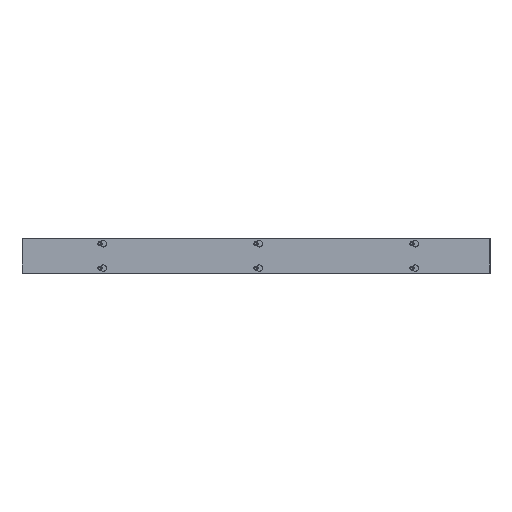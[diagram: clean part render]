
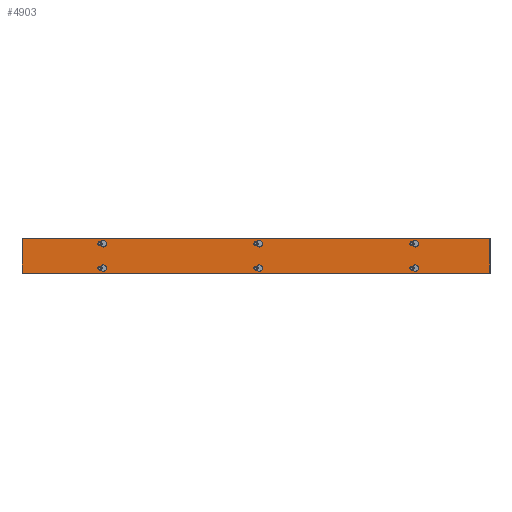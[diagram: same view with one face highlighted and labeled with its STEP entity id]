
A CAD part, top view. The second image highlights one B-rep face of the part: STEP entity #4903.
In plain terms, the highlighted planar face has unit normal (0, 0, 1).
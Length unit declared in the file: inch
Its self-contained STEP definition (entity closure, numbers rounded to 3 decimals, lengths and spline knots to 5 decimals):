
#347=LINE('',#8228,#611);
#352=LINE('',#8241,#616);
#355=LINE('',#8252,#619);
#360=LINE('',#8265,#624);
#363=LINE('',#8276,#627);
#367=LINE('',#8288,#631);
#371=LINE('',#8300,#635);
#375=LINE('',#8312,#639);
#379=LINE('',#8324,#643);
#384=LINE('',#8337,#648);
#387=LINE('',#8348,#651);
#391=LINE('',#8360,#655);
#393=LINE('',#8368,#657);
#397=LINE('',#8376,#661);
#400=LINE('',#8382,#664);
#403=LINE('',#8387,#667);
#611=VECTOR('',#6529,0.21651);
#616=VECTOR('',#6542,0.21651);
#619=VECTOR('',#6553,0.21651);
#624=VECTOR('',#6566,0.21651);
#627=VECTOR('',#6577,0.21651);
#631=VECTOR('',#6589,0.21651);
#635=VECTOR('',#6601,0.21651);
#639=VECTOR('',#6613,0.21651);
#643=VECTOR('',#6625,0.21651);
#648=VECTOR('',#6638,0.21651);
#651=VECTOR('',#6649,0.21651);
#655=VECTOR('',#6661,0.21651);
#657=VECTOR('',#6671,2.625);
#661=VECTOR('',#6677,36.);
#664=VECTOR('',#6682,2.625);
#667=VECTOR('',#6687,36.);
#840=PLANE('',#5431);
#1066=FACE_BOUND('',#1814,.T.);
#1067=FACE_BOUND('',#1815,.T.);
#1068=FACE_BOUND('',#1816,.T.);
#1069=FACE_BOUND('',#1817,.T.);
#1070=FACE_BOUND('',#1818,.T.);
#1071=FACE_BOUND('',#1819,.T.);
#1344=FACE_OUTER_BOUND('',#1813,.T.);
#1813=EDGE_LOOP('',(#4102,#4103,#4104,#4105));
#1814=EDGE_LOOP('',(#4106,#4107,#4108,#4109));
#1815=EDGE_LOOP('',(#4110,#4111,#4112,#4113));
#1816=EDGE_LOOP('',(#4114,#4115,#4116,#4117));
#1817=EDGE_LOOP('',(#4118,#4119,#4120,#4121));
#1818=EDGE_LOOP('',(#4122,#4123,#4124,#4125));
#1819=EDGE_LOOP('',(#4126,#4127,#4128,#4129));
#2129=CIRCLE('',#5381,0.25);
#2131=CIRCLE('',#5385,0.125);
#2133=CIRCLE('',#5389,0.25);
#2135=CIRCLE('',#5393,0.125);
#2137=CIRCLE('',#5397,0.25);
#2139=CIRCLE('',#5401,0.125);
#2141=CIRCLE('',#5405,0.25);
#2143=CIRCLE('',#5409,0.125);
#2145=CIRCLE('',#5413,0.25);
#2147=CIRCLE('',#5417,0.125);
#2149=CIRCLE('',#5421,0.25);
#2151=CIRCLE('',#5425,0.125);
#2492=VERTEX_POINT('',#8225);
#2493=VERTEX_POINT('',#8227);
#2495=VERTEX_POINT('',#8233);
#2497=VERTEX_POINT('',#8239);
#2500=VERTEX_POINT('',#8249);
#2501=VERTEX_POINT('',#8251);
#2503=VERTEX_POINT('',#8257);
#2505=VERTEX_POINT('',#8263);
#2508=VERTEX_POINT('',#8273);
#2509=VERTEX_POINT('',#8275);
#2511=VERTEX_POINT('',#8281);
#2513=VERTEX_POINT('',#8287);
#2516=VERTEX_POINT('',#8297);
#2517=VERTEX_POINT('',#8299);
#2519=VERTEX_POINT('',#8305);
#2521=VERTEX_POINT('',#8311);
#2524=VERTEX_POINT('',#8321);
#2525=VERTEX_POINT('',#8323);
#2527=VERTEX_POINT('',#8329);
#2529=VERTEX_POINT('',#8335);
#2532=VERTEX_POINT('',#8345);
#2533=VERTEX_POINT('',#8347);
#2535=VERTEX_POINT('',#8353);
#2537=VERTEX_POINT('',#8359);
#2538=VERTEX_POINT('',#8366);
#2539=VERTEX_POINT('',#8367);
#2542=VERTEX_POINT('',#8375);
#2544=VERTEX_POINT('',#8381);
#3012=EDGE_CURVE('',#2493,#2492,#347,.T.);
#3016=EDGE_CURVE('',#2492,#2495,#2129,.T.);
#3019=EDGE_CURVE('',#2495,#2497,#352,.T.);
#3021=EDGE_CURVE('',#2497,#2493,#2131,.T.);
#3024=EDGE_CURVE('',#2501,#2500,#355,.T.);
#3028=EDGE_CURVE('',#2500,#2503,#2133,.T.);
#3031=EDGE_CURVE('',#2503,#2505,#360,.T.);
#3033=EDGE_CURVE('',#2505,#2501,#2135,.T.);
#3036=EDGE_CURVE('',#2509,#2508,#363,.T.);
#3039=EDGE_CURVE('',#2511,#2509,#2137,.T.);
#3042=EDGE_CURVE('',#2513,#2511,#367,.T.);
#3045=EDGE_CURVE('',#2508,#2513,#2139,.T.);
#3048=EDGE_CURVE('',#2517,#2516,#371,.T.);
#3051=EDGE_CURVE('',#2519,#2517,#2141,.T.);
#3054=EDGE_CURVE('',#2521,#2519,#375,.T.);
#3057=EDGE_CURVE('',#2516,#2521,#2143,.T.);
#3060=EDGE_CURVE('',#2525,#2524,#379,.T.);
#3064=EDGE_CURVE('',#2524,#2527,#2145,.T.);
#3067=EDGE_CURVE('',#2527,#2529,#384,.T.);
#3069=EDGE_CURVE('',#2529,#2525,#2147,.T.);
#3072=EDGE_CURVE('',#2533,#2532,#387,.T.);
#3075=EDGE_CURVE('',#2535,#2533,#2149,.T.);
#3078=EDGE_CURVE('',#2537,#2535,#391,.T.);
#3081=EDGE_CURVE('',#2532,#2537,#2151,.T.);
#3082=EDGE_CURVE('',#2538,#2539,#393,.T.);
#3086=EDGE_CURVE('',#2539,#2542,#397,.T.);
#3089=EDGE_CURVE('',#2542,#2544,#400,.T.);
#3092=EDGE_CURVE('',#2544,#2538,#403,.T.);
#4102=ORIENTED_EDGE('',*,*,#3082,.F.);
#4103=ORIENTED_EDGE('',*,*,#3092,.F.);
#4104=ORIENTED_EDGE('',*,*,#3089,.F.);
#4105=ORIENTED_EDGE('',*,*,#3086,.F.);
#4106=ORIENTED_EDGE('',*,*,#3012,.T.);
#4107=ORIENTED_EDGE('',*,*,#3016,.T.);
#4108=ORIENTED_EDGE('',*,*,#3019,.T.);
#4109=ORIENTED_EDGE('',*,*,#3021,.T.);
#4110=ORIENTED_EDGE('',*,*,#3024,.T.);
#4111=ORIENTED_EDGE('',*,*,#3028,.T.);
#4112=ORIENTED_EDGE('',*,*,#3031,.T.);
#4113=ORIENTED_EDGE('',*,*,#3033,.T.);
#4114=ORIENTED_EDGE('',*,*,#3036,.T.);
#4115=ORIENTED_EDGE('',*,*,#3045,.T.);
#4116=ORIENTED_EDGE('',*,*,#3042,.T.);
#4117=ORIENTED_EDGE('',*,*,#3039,.T.);
#4118=ORIENTED_EDGE('',*,*,#3048,.T.);
#4119=ORIENTED_EDGE('',*,*,#3057,.T.);
#4120=ORIENTED_EDGE('',*,*,#3054,.T.);
#4121=ORIENTED_EDGE('',*,*,#3051,.T.);
#4122=ORIENTED_EDGE('',*,*,#3060,.T.);
#4123=ORIENTED_EDGE('',*,*,#3064,.T.);
#4124=ORIENTED_EDGE('',*,*,#3067,.T.);
#4125=ORIENTED_EDGE('',*,*,#3069,.T.);
#4126=ORIENTED_EDGE('',*,*,#3072,.T.);
#4127=ORIENTED_EDGE('',*,*,#3081,.T.);
#4128=ORIENTED_EDGE('',*,*,#3078,.T.);
#4129=ORIENTED_EDGE('',*,*,#3075,.T.);
#4903=ADVANCED_FACE('',(#1344,#1066,#1067,#1068,#1069,#1070,#1071),#840,
 .T.);
#5381=AXIS2_PLACEMENT_3D('',#8235,#6536,#6537);
#5385=AXIS2_PLACEMENT_3D('',#8244,#6547,#6548);
#5389=AXIS2_PLACEMENT_3D('',#8259,#6560,#6561);
#5393=AXIS2_PLACEMENT_3D('',#8268,#6571,#6572);
#5397=AXIS2_PLACEMENT_3D('',#8282,#6583,#6584);
#5401=AXIS2_PLACEMENT_3D('',#8292,#6595,#6596);
#5405=AXIS2_PLACEMENT_3D('',#8306,#6607,#6608);
#5409=AXIS2_PLACEMENT_3D('',#8316,#6619,#6620);
#5413=AXIS2_PLACEMENT_3D('',#8331,#6632,#6633);
#5417=AXIS2_PLACEMENT_3D('',#8340,#6643,#6644);
#5421=AXIS2_PLACEMENT_3D('',#8354,#6655,#6656);
#5425=AXIS2_PLACEMENT_3D('',#8364,#6667,#6668);
#5431=AXIS2_PLACEMENT_3D('',#8390,#6691,#6692);
#6529=DIRECTION('',(-0.866,-0.5,0.));
#6536=DIRECTION('center_axis',(0.,0.,-1.));
#6537=DIRECTION('ref_axis',(0.5,-0.866,0.));
#6542=DIRECTION('',(0.866,-0.5,0.));
#6547=DIRECTION('center_axis',(0.,0.,-1.));
#6548=DIRECTION('ref_axis',(0.5,0.866,0.));
#6553=DIRECTION('',(-0.866,-0.5,0.));
#6560=DIRECTION('center_axis',(0.,0.,-1.));
#6561=DIRECTION('ref_axis',(0.5,-0.866,0.));
#6566=DIRECTION('',(0.866,-0.5,0.));
#6571=DIRECTION('center_axis',(0.,0.,-1.));
#6572=DIRECTION('ref_axis',(0.5,0.866,0.));
#6577=DIRECTION('',(0.866,-0.5,0.));
#6583=DIRECTION('center_axis',(0.,0.,-1.));
#6584=DIRECTION('ref_axis',(0.5,0.866,0.));
#6589=DIRECTION('',(-0.866,-0.5,0.));
#6595=DIRECTION('center_axis',(0.,0.,-1.));
#6596=DIRECTION('ref_axis',(0.5,-0.866,0.));
#6601=DIRECTION('',(0.866,-0.5,0.));
#6607=DIRECTION('center_axis',(0.,0.,-1.));
#6608=DIRECTION('ref_axis',(0.5,0.866,0.));
#6613=DIRECTION('',(-0.866,-0.5,0.));
#6619=DIRECTION('center_axis',(0.,0.,-1.));
#6620=DIRECTION('ref_axis',(0.5,-0.866,0.));
#6625=DIRECTION('',(-0.866,-0.5,0.));
#6632=DIRECTION('center_axis',(0.,0.,-1.));
#6633=DIRECTION('ref_axis',(0.5,-0.866,0.));
#6638=DIRECTION('',(0.866,-0.5,0.));
#6643=DIRECTION('center_axis',(0.,0.,-1.));
#6644=DIRECTION('ref_axis',(0.5,0.866,0.));
#6649=DIRECTION('',(0.866,-0.5,0.));
#6655=DIRECTION('center_axis',(0.,0.,-1.));
#6656=DIRECTION('ref_axis',(0.5,0.866,0.));
#6661=DIRECTION('',(-0.866,-0.5,0.));
#6667=DIRECTION('center_axis',(0.,0.,-1.));
#6668=DIRECTION('ref_axis',(0.5,-0.866,0.));
#6671=DIRECTION('',(0.,1.,0.));
#6677=DIRECTION('',(1.,0.,0.));
#6682=DIRECTION('',(0.,-1.,0.));
#6687=DIRECTION('',(-1.,0.,0.));
#6691=DIRECTION('center_axis',(0.,0.,1.));
#6692=DIRECTION('ref_axis',(1.,0.,0.));
#8225=CARTESIAN_POINT('',(29.875,2.03549,0.0625));
#8227=CARTESIAN_POINT('',(30.0625,2.14375,0.0625));
#8228=CARTESIAN_POINT('',(25.35909,-0.57177,0.0625));
#8233=CARTESIAN_POINT('',(29.875,2.46851,0.0625));
#8235=CARTESIAN_POINT('Origin',(29.75,2.252,0.0625));
#8239=CARTESIAN_POINT('',(30.0625,2.36025,0.0625));
#8241=CARTESIAN_POINT('',(25.67216,4.89502,0.0625));
#8244=CARTESIAN_POINT('Origin',(30.,2.252,0.0625));
#8249=CARTESIAN_POINT('',(17.875,2.03549,0.0625));
#8251=CARTESIAN_POINT('',(18.0625,2.14375,0.0625));
#8252=CARTESIAN_POINT('',(17.85909,2.02631,0.0625));
#8257=CARTESIAN_POINT('',(17.875,2.46851,0.0625));
#8259=CARTESIAN_POINT('Origin',(17.75,2.252,0.0625));
#8263=CARTESIAN_POINT('',(18.0625,2.36025,0.0625));
#8265=CARTESIAN_POINT('',(18.17216,2.29694,0.0625));
#8268=CARTESIAN_POINT('Origin',(18.,2.252,0.0625));
#8273=CARTESIAN_POINT('',(30.0625,0.48125,0.0625));
#8275=CARTESIAN_POINT('',(29.875,0.58951,0.0625));
#8276=CARTESIAN_POINT('',(25.35909,3.19677,0.0625));
#8281=CARTESIAN_POINT('',(29.875,0.15649,0.0625));
#8282=CARTESIAN_POINT('Origin',(29.75,0.373,0.0625));
#8287=CARTESIAN_POINT('',(30.0625,0.26475,0.0625));
#8288=CARTESIAN_POINT('',(25.67216,-2.27002,0.0625));
#8292=CARTESIAN_POINT('Origin',(30.,0.373,0.0625));
#8297=CARTESIAN_POINT('',(18.0625,0.48125,0.0625));
#8299=CARTESIAN_POINT('',(17.875,0.58951,0.0625));
#8300=CARTESIAN_POINT('',(17.85909,0.59869,0.0625));
#8305=CARTESIAN_POINT('',(17.875,0.15649,0.0625));
#8306=CARTESIAN_POINT('Origin',(17.75,0.373,0.0625));
#8311=CARTESIAN_POINT('',(18.0625,0.26475,0.0625));
#8312=CARTESIAN_POINT('',(18.17216,0.32806,0.0625));
#8316=CARTESIAN_POINT('Origin',(18.,0.373,0.0625));
#8321=CARTESIAN_POINT('',(5.875,2.03549,0.0625));
#8323=CARTESIAN_POINT('',(6.0625,2.14375,0.0625));
#8324=CARTESIAN_POINT('',(10.35909,4.62439,0.0625));
#8329=CARTESIAN_POINT('',(5.875,2.46851,0.0625));
#8331=CARTESIAN_POINT('Origin',(5.75,2.252,0.0625));
#8335=CARTESIAN_POINT('',(6.0625,2.36025,0.0625));
#8337=CARTESIAN_POINT('',(10.67216,-0.30113,0.0625));
#8340=CARTESIAN_POINT('Origin',(6.,2.252,0.0625));
#8345=CARTESIAN_POINT('',(6.0625,0.48125,0.0625));
#8347=CARTESIAN_POINT('',(5.875,0.58951,0.0625));
#8348=CARTESIAN_POINT('',(10.35909,-1.99939,0.0625));
#8353=CARTESIAN_POINT('',(5.875,0.15649,0.0625));
#8354=CARTESIAN_POINT('Origin',(5.75,0.373,0.0625));
#8359=CARTESIAN_POINT('',(6.0625,0.26475,0.0625));
#8360=CARTESIAN_POINT('',(10.67216,2.92613,0.0625));
#8364=CARTESIAN_POINT('Origin',(6.,0.373,0.0625));
#8366=CARTESIAN_POINT('',(0.,0.,0.0625));
#8367=CARTESIAN_POINT('',(0.,2.625,0.0625));
#8368=CARTESIAN_POINT('',(0.,2.625,0.0625));
#8375=CARTESIAN_POINT('',(36.,2.625,0.0625));
#8376=CARTESIAN_POINT('',(36.,2.625,0.0625));
#8381=CARTESIAN_POINT('',(36.,0.,0.0625));
#8382=CARTESIAN_POINT('',(36.,0.,0.0625));
#8387=CARTESIAN_POINT('',(0.,0.,0.0625));
#8390=CARTESIAN_POINT('Origin',(18.,1.3125,0.0625));
